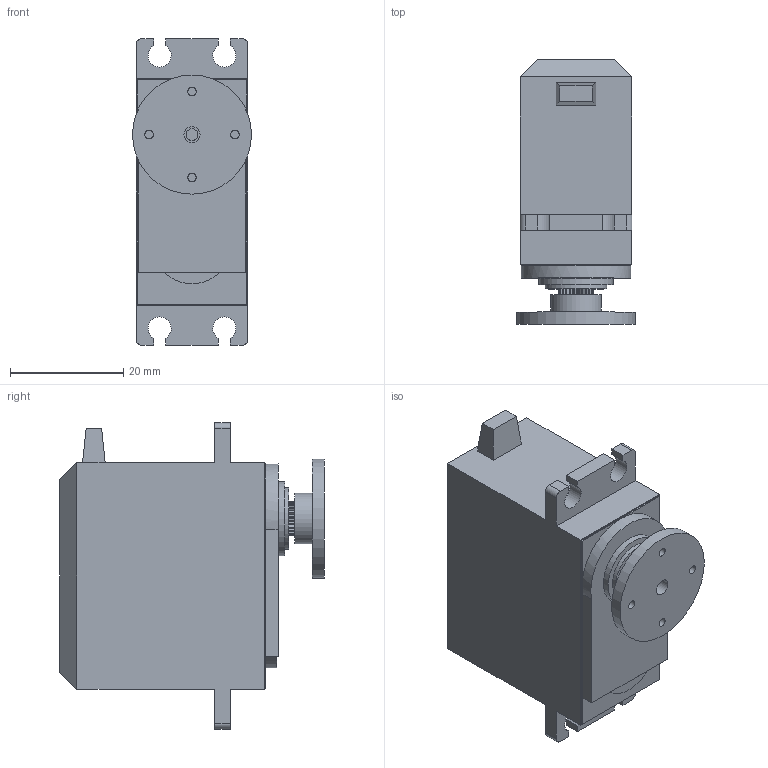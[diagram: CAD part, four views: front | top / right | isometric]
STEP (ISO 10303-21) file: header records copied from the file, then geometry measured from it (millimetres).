
FILE_DESCRIPTION(/* description */ (''),/* implementation_level */ '2;1');
FILE_NAME(/* name */ 'Global_Servo v1.step',/* time_stamp */ '2019-06-07T11:38:35+02:00',/* author */ (''),/* organization */ (''),/* preprocessor_version */ 'ST-DEVELOPER v18',/* originating_system */ 'Autodesk Translation Framework v8.2.0.1029',/* authorisation */ '');
FILE_SCHEMA (('AUTOMOTIVE_DESIGN { 1 0 10303 214 3 1 1 }'));
Length unit declared in the file: millimetre
Products named in the file (4): Global_Servo; Servo_1; Servo_2; Servo_3
Assembly tree (3 placements, depth 2):
  Global_Servo
    Servo_1
    Servo_2
    Servo_3
Bounding box: 21 x 46.62 x 54.05 mm (x, y, z)
Volume: 31367.5 mm3; surface area: 8296.8 mm2
Topology: 3 solids, 3 shells, 229 faces, 642 edges, 427 vertices
Faces by surface type: plane 157, cylinder 71, cone 1
Full cylindrical faces by diameter (mm): 1.5 x4, 2.1 x1, 2.85 x1, 6 x1, 8.875 x1, 10.85 x1, 13.075 x1, 21 x1
Entity records: 7698 total; most frequent: CARTESIAN_POINT 1407, ORIENTED_EDGE 1284, DIRECTION 1213, EDGE_CURVE 642, LINE 441, VECTOR 441, VERTEX_POINT 427, AXIS2_PLACEMENT_3D 386
